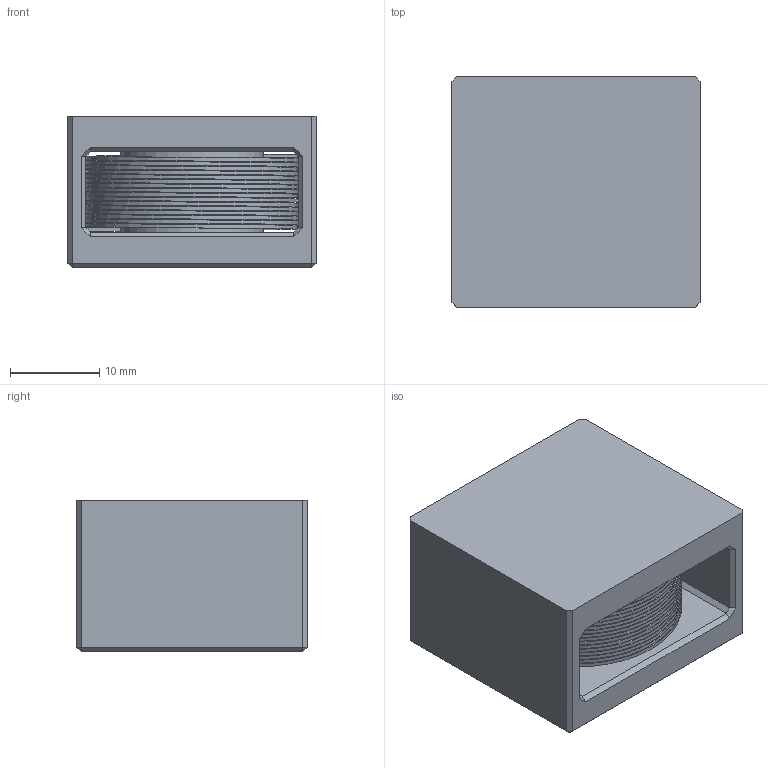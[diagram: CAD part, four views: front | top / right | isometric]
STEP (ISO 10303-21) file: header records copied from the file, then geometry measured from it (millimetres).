
FILE_DESCRIPTION (( 'STEP AP214' ), '1' );
FILE_NAME ('B82559B7103A027.STEP', '2022-12-24T09:11:27', ( '' ), ( '' ), 'SwSTEP 2.0', 'SolidWorks 2021', '' );
FILE_SCHEMA (( 'AUTOMOTIVE_DESIGN' ));
Length unit declared in the file: millimetre
Products named in the file (1): B82559B7103A027
Bounding box: 27.8 x 25.8 x 17 mm (x, y, z)
Volume: 10008.3 mm3; surface area: 13059.8 mm2
Topology: 2 solids, 2 shells, 50 faces, 110 edges, 64 vertices
Faces by surface type: plane 44, bspline 4, cylinder 2
Entity records: 3853 total; most frequent: CARTESIAN_POINT 2617, ORIENTED_EDGE 220, DIRECTION 200, EDGE_CURVE 110, VECTOR 98, LINE 98, VERTEX_POINT 64, EDGE_LOOP 54
